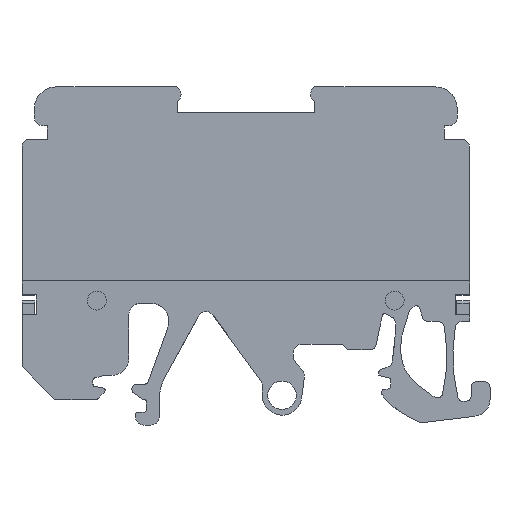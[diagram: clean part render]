
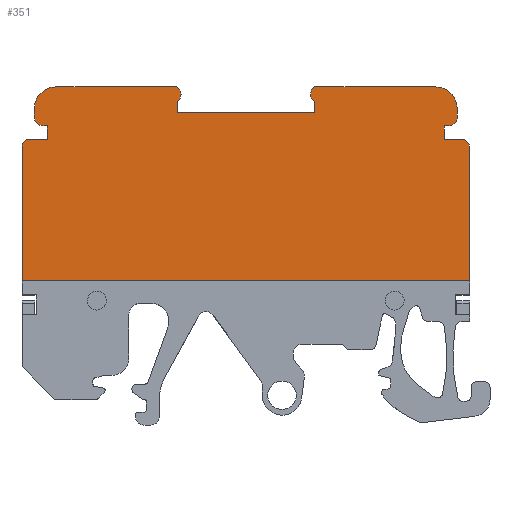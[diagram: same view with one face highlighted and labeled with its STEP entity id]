
A CAD part, left-side view. The second image highlights one B-rep face of the part: STEP entity #351.
In plain terms, the highlighted planar face has unit normal (-1, 0, 0).
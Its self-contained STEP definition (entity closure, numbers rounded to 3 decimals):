
#155=AXIS2_PLACEMENT_3D('Plane Axis2P3D',#152,#153,#154) ;
#159=AXIS2_PLACEMENT_3D('Circle Axis2P3D',#157,#158,$) ;
#194=AXIS2_PLACEMENT_3D('Circle Axis2P3D',#192,#193,$) ;
#208=AXIS2_PLACEMENT_3D('Circle Axis2P3D',#206,#207,$) ;
#222=AXIS2_PLACEMENT_3D('Circle Axis2P3D',#220,#221,$) ;
#250=AXIS2_PLACEMENT_3D('Circle Axis2P3D',#248,#249,$) ;
#264=AXIS2_PLACEMENT_3D('Circle Axis2P3D',#262,#263,$) ;
#278=AXIS2_PLACEMENT_3D('Circle Axis2P3D',#276,#277,$) ;
#313=AXIS2_PLACEMENT_3D('Circle Axis2P3D',#311,#312,$) ;
#58=CARTESIAN_POINT('Vertex',(-0.001,2.375,16.701)) ;
#63=CARTESIAN_POINT('Line Origine',(-0.001,28.3,16.701)) ;
#67=CARTESIAN_POINT('Vertex',(-0.001,54.225,16.701)) ;
#128=CARTESIAN_POINT('Vertex',(-0.001,2.375,32.171)) ;
#131=CARTESIAN_POINT('Line Origine',(-0.001,2.375,24.436)) ;
#152=CARTESIAN_POINT('Axis2P3D Location',(-0.001,28.5,8.751)) ;
#157=CARTESIAN_POINT('Axis2P3D Location',(-0.001,3.375,32.171)) ;
#161=CARTESIAN_POINT('Vertex',(-0.001,2.939,33.071)) ;
#164=CARTESIAN_POINT('Line Origine',(-0.001,4.119,33.071)) ;
#168=CARTESIAN_POINT('Vertex',(-0.001,5.3,33.071)) ;
#171=CARTESIAN_POINT('Line Origine',(-0.001,5.3,33.121)) ;
#175=CARTESIAN_POINT('Vertex',(-0.001,5.3,33.171)) ;
#178=CARTESIAN_POINT('Line Origine',(-0.001,5.3,33.921)) ;
#182=CARTESIAN_POINT('Vertex',(-0.001,5.3,34.671)) ;
#185=CARTESIAN_POINT('Line Origine',(-0.001,5.05,34.671)) ;
#189=CARTESIAN_POINT('Vertex',(-0.001,4.8,34.671)) ;
#192=CARTESIAN_POINT('Axis2P3D Location',(-0.001,4.8,35.671)) ;
#196=CARTESIAN_POINT('Vertex',(-0.001,3.8,35.671)) ;
#199=CARTESIAN_POINT('Line Origine',(-0.001,3.8,36.171)) ;
#203=CARTESIAN_POINT('Vertex',(-0.001,3.8,36.671)) ;
#206=CARTESIAN_POINT('Axis2P3D Location',(-0.001,6.3,36.671)) ;
#210=CARTESIAN_POINT('Vertex',(-0.001,6.3,39.171)) ;
#213=CARTESIAN_POINT('Line Origine',(-0.001,13.3,39.171)) ;
#217=CARTESIAN_POINT('Vertex',(-0.001,20.3,39.171)) ;
#220=CARTESIAN_POINT('Axis2P3D Location',(-0.001,19.827,38.321)) ;
#224=CARTESIAN_POINT('Vertex',(-0.001,20.35,37.501)) ;
#227=CARTESIAN_POINT('Line Origine',(-0.001,20.35,36.836)) ;
#231=CARTESIAN_POINT('Vertex',(-0.001,20.35,36.171)) ;
#234=CARTESIAN_POINT('Line Origine',(-0.001,28.3,36.171)) ;
#238=CARTESIAN_POINT('Vertex',(-0.001,36.25,36.171)) ;
#241=CARTESIAN_POINT('Line Origine',(-0.001,36.25,36.836)) ;
#245=CARTESIAN_POINT('Vertex',(-0.001,36.25,37.501)) ;
#248=CARTESIAN_POINT('Axis2P3D Location',(-0.001,36.772,38.321)) ;
#252=CARTESIAN_POINT('Vertex',(-0.001,36.3,39.171)) ;
#255=CARTESIAN_POINT('Line Origine',(-0.001,43.3,39.171)) ;
#259=CARTESIAN_POINT('Vertex',(-0.001,50.3,39.171)) ;
#262=CARTESIAN_POINT('Axis2P3D Location',(-0.001,50.3,36.671)) ;
#266=CARTESIAN_POINT('Vertex',(-0.001,52.8,36.671)) ;
#269=CARTESIAN_POINT('Line Origine',(-0.001,52.8,36.171)) ;
#273=CARTESIAN_POINT('Vertex',(-0.001,52.8,35.671)) ;
#276=CARTESIAN_POINT('Axis2P3D Location',(-0.001,51.8,35.671)) ;
#280=CARTESIAN_POINT('Vertex',(-0.001,51.8,34.671)) ;
#283=CARTESIAN_POINT('Line Origine',(-0.001,51.55,34.671)) ;
#287=CARTESIAN_POINT('Vertex',(-0.001,51.3,34.671)) ;
#290=CARTESIAN_POINT('Line Origine',(-0.001,51.3,33.921)) ;
#294=CARTESIAN_POINT('Vertex',(-0.001,51.3,33.171)) ;
#297=CARTESIAN_POINT('Line Origine',(-0.001,51.3,33.121)) ;
#301=CARTESIAN_POINT('Vertex',(-0.001,51.3,33.071)) ;
#304=CARTESIAN_POINT('Line Origine',(-0.001,52.48,33.071)) ;
#308=CARTESIAN_POINT('Vertex',(-0.001,53.661,33.071)) ;
#311=CARTESIAN_POINT('Axis2P3D Location',(-0.001,53.225,32.171)) ;
#315=CARTESIAN_POINT('Vertex',(-0.001,54.225,32.171)) ;
#318=CARTESIAN_POINT('Line Origine',(-0.001,54.225,24.436)) ;
#64=DIRECTION('Vector Direction',(0.,1.,0.)) ;
#132=DIRECTION('Vector Direction',(0.,0.,1.)) ;
#153=DIRECTION('Axis2P3D Direction',(1.,0.,0.)) ;
#154=DIRECTION('Axis2P3D XDirection',(0.,1.,0.)) ;
#158=DIRECTION('Axis2P3D Direction',(1.,0.,0.)) ;
#165=DIRECTION('Vector Direction',(0.,1.,0.)) ;
#172=DIRECTION('Vector Direction',(0.,0.,1.)) ;
#179=DIRECTION('Vector Direction',(0.,0.,1.)) ;
#186=DIRECTION('Vector Direction',(0.,1.,0.)) ;
#193=DIRECTION('Axis2P3D Direction',(1.,0.,0.)) ;
#200=DIRECTION('Vector Direction',(0.,0.,1.)) ;
#207=DIRECTION('Axis2P3D Direction',(1.,0.,0.)) ;
#214=DIRECTION('Vector Direction',(0.,1.,0.)) ;
#221=DIRECTION('Axis2P3D Direction',(1.,0.,0.)) ;
#228=DIRECTION('Vector Direction',(0.,0.,1.)) ;
#235=DIRECTION('Vector Direction',(0.,1.,0.)) ;
#242=DIRECTION('Vector Direction',(0.,0.,1.)) ;
#249=DIRECTION('Axis2P3D Direction',(1.,0.,0.)) ;
#256=DIRECTION('Vector Direction',(0.,1.,0.)) ;
#263=DIRECTION('Axis2P3D Direction',(1.,0.,0.)) ;
#270=DIRECTION('Vector Direction',(0.,0.,1.)) ;
#277=DIRECTION('Axis2P3D Direction',(1.,0.,0.)) ;
#284=DIRECTION('Vector Direction',(0.,1.,0.)) ;
#291=DIRECTION('Vector Direction',(0.,0.,1.)) ;
#298=DIRECTION('Vector Direction',(0.,0.,1.)) ;
#305=DIRECTION('Vector Direction',(0.,1.,0.)) ;
#312=DIRECTION('Axis2P3D Direction',(1.,0.,0.)) ;
#319=DIRECTION('Vector Direction',(0.,0.,1.)) ;
#65=VECTOR('Line Direction',#64,1.) ;
#133=VECTOR('Line Direction',#132,1.) ;
#166=VECTOR('Line Direction',#165,1.) ;
#173=VECTOR('Line Direction',#172,1.) ;
#180=VECTOR('Line Direction',#179,1.) ;
#187=VECTOR('Line Direction',#186,1.) ;
#201=VECTOR('Line Direction',#200,1.) ;
#215=VECTOR('Line Direction',#214,1.) ;
#229=VECTOR('Line Direction',#228,1.) ;
#236=VECTOR('Line Direction',#235,1.) ;
#243=VECTOR('Line Direction',#242,1.) ;
#257=VECTOR('Line Direction',#256,1.) ;
#271=VECTOR('Line Direction',#270,1.) ;
#285=VECTOR('Line Direction',#284,1.) ;
#292=VECTOR('Line Direction',#291,1.) ;
#299=VECTOR('Line Direction',#298,1.) ;
#306=VECTOR('Line Direction',#305,1.) ;
#320=VECTOR('Line Direction',#319,1.) ;
#324=ORIENTED_EDGE('',*,*,#69,.F.) ;
#325=ORIENTED_EDGE('',*,*,#135,.F.) ;
#326=ORIENTED_EDGE('',*,*,#163,.F.) ;
#327=ORIENTED_EDGE('',*,*,#170,.F.) ;
#328=ORIENTED_EDGE('',*,*,#177,.F.) ;
#329=ORIENTED_EDGE('',*,*,#184,.F.) ;
#330=ORIENTED_EDGE('',*,*,#191,.F.) ;
#331=ORIENTED_EDGE('',*,*,#198,.F.) ;
#332=ORIENTED_EDGE('',*,*,#205,.F.) ;
#333=ORIENTED_EDGE('',*,*,#212,.F.) ;
#334=ORIENTED_EDGE('',*,*,#219,.F.) ;
#335=ORIENTED_EDGE('',*,*,#226,.F.) ;
#336=ORIENTED_EDGE('',*,*,#233,.F.) ;
#337=ORIENTED_EDGE('',*,*,#240,.F.) ;
#338=ORIENTED_EDGE('',*,*,#247,.F.) ;
#339=ORIENTED_EDGE('',*,*,#254,.F.) ;
#340=ORIENTED_EDGE('',*,*,#261,.F.) ;
#341=ORIENTED_EDGE('',*,*,#268,.F.) ;
#342=ORIENTED_EDGE('',*,*,#275,.F.) ;
#343=ORIENTED_EDGE('',*,*,#282,.F.) ;
#344=ORIENTED_EDGE('',*,*,#289,.F.) ;
#345=ORIENTED_EDGE('',*,*,#296,.F.) ;
#346=ORIENTED_EDGE('',*,*,#303,.F.) ;
#347=ORIENTED_EDGE('',*,*,#310,.F.) ;
#348=ORIENTED_EDGE('',*,*,#317,.F.) ;
#349=ORIENTED_EDGE('',*,*,#322,.F.) ;
#351=ADVANCED_FACE('V1',(#350),#156,.F.) ;
#160=CIRCLE('generated circle',#159,1.) ;
#195=CIRCLE('generated circle',#194,1.) ;
#209=CIRCLE('generated circle',#208,2.5) ;
#223=CIRCLE('generated circle',#222,0.973) ;
#251=CIRCLE('generated circle',#250,0.973) ;
#265=CIRCLE('generated circle',#264,2.5) ;
#279=CIRCLE('generated circle',#278,1.) ;
#314=CIRCLE('generated circle',#313,1.) ;
#69=EDGE_CURVE('',#59,#68,#66,.T.) ;
#135=EDGE_CURVE('',#129,#59,#134,.F.) ;
#163=EDGE_CURVE('',#162,#129,#160,.T.) ;
#170=EDGE_CURVE('',#169,#162,#167,.F.) ;
#177=EDGE_CURVE('',#176,#169,#174,.F.) ;
#184=EDGE_CURVE('',#183,#176,#181,.F.) ;
#191=EDGE_CURVE('',#190,#183,#188,.T.) ;
#198=EDGE_CURVE('',#197,#190,#195,.T.) ;
#205=EDGE_CURVE('',#204,#197,#202,.F.) ;
#212=EDGE_CURVE('',#211,#204,#209,.T.) ;
#219=EDGE_CURVE('',#218,#211,#216,.F.) ;
#226=EDGE_CURVE('',#225,#218,#223,.T.) ;
#233=EDGE_CURVE('',#232,#225,#230,.T.) ;
#240=EDGE_CURVE('',#239,#232,#237,.F.) ;
#247=EDGE_CURVE('',#246,#239,#244,.F.) ;
#254=EDGE_CURVE('',#253,#246,#251,.T.) ;
#261=EDGE_CURVE('',#260,#253,#258,.F.) ;
#268=EDGE_CURVE('',#267,#260,#265,.T.) ;
#275=EDGE_CURVE('',#274,#267,#272,.T.) ;
#282=EDGE_CURVE('',#281,#274,#279,.T.) ;
#289=EDGE_CURVE('',#288,#281,#286,.T.) ;
#296=EDGE_CURVE('',#295,#288,#293,.T.) ;
#303=EDGE_CURVE('',#302,#295,#300,.T.) ;
#310=EDGE_CURVE('',#309,#302,#307,.F.) ;
#317=EDGE_CURVE('',#316,#309,#314,.T.) ;
#322=EDGE_CURVE('',#68,#316,#321,.T.) ;
#323=EDGE_LOOP('',(#324,#325,#326,#327,#328,#329,#330,#331,#332,#333,#334,#335,#336,#337,#338,#339,#340,#341,#342,#343,#344,#345,#346,#347,#348,#349)) ;
#350=FACE_OUTER_BOUND('',#323,.T.) ;
#66=LINE('Line',#63,#65) ;
#134=LINE('Line',#131,#133) ;
#167=LINE('Line',#164,#166) ;
#174=LINE('Line',#171,#173) ;
#181=LINE('Line',#178,#180) ;
#188=LINE('Line',#185,#187) ;
#202=LINE('Line',#199,#201) ;
#216=LINE('Line',#213,#215) ;
#230=LINE('Line',#227,#229) ;
#237=LINE('Line',#234,#236) ;
#244=LINE('Line',#241,#243) ;
#258=LINE('Line',#255,#257) ;
#272=LINE('Line',#269,#271) ;
#286=LINE('Line',#283,#285) ;
#293=LINE('Line',#290,#292) ;
#300=LINE('Line',#297,#299) ;
#307=LINE('Line',#304,#306) ;
#321=LINE('Line',#318,#320) ;
#156=PLANE('',#155) ;
#59=VERTEX_POINT('',#58) ;
#68=VERTEX_POINT('',#67) ;
#129=VERTEX_POINT('',#128) ;
#162=VERTEX_POINT('',#161) ;
#169=VERTEX_POINT('',#168) ;
#176=VERTEX_POINT('',#175) ;
#183=VERTEX_POINT('',#182) ;
#190=VERTEX_POINT('',#189) ;
#197=VERTEX_POINT('',#196) ;
#204=VERTEX_POINT('',#203) ;
#211=VERTEX_POINT('',#210) ;
#218=VERTEX_POINT('',#217) ;
#225=VERTEX_POINT('',#224) ;
#232=VERTEX_POINT('',#231) ;
#239=VERTEX_POINT('',#238) ;
#246=VERTEX_POINT('',#245) ;
#253=VERTEX_POINT('',#252) ;
#260=VERTEX_POINT('',#259) ;
#267=VERTEX_POINT('',#266) ;
#274=VERTEX_POINT('',#273) ;
#281=VERTEX_POINT('',#280) ;
#288=VERTEX_POINT('',#287) ;
#295=VERTEX_POINT('',#294) ;
#302=VERTEX_POINT('',#301) ;
#309=VERTEX_POINT('',#308) ;
#316=VERTEX_POINT('',#315) ;
